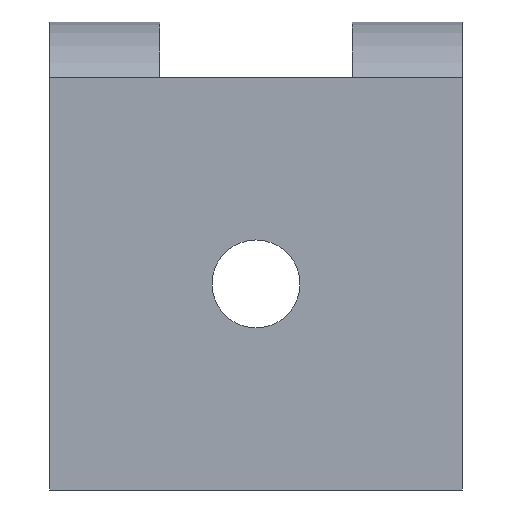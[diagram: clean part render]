
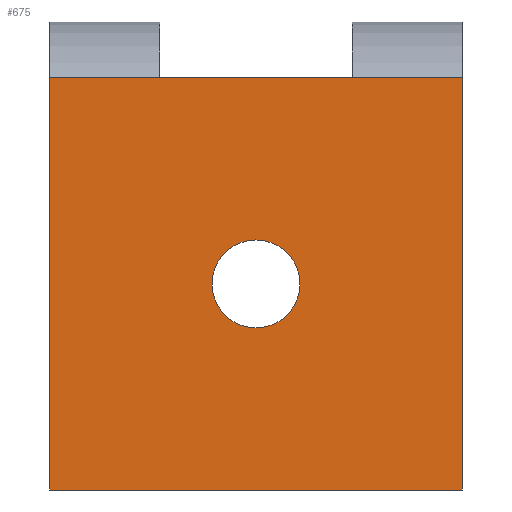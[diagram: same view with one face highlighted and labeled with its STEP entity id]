
A CAD part, front view. The second image highlights one B-rep face of the part: STEP entity #675.
In plain terms, the highlighted planar face has unit normal (0, -1, 0).
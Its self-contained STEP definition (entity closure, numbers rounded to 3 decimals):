
#259=CARTESIAN_POINT('Vertex',(-7.5,0.,7.5)) ;
#262=CARTESIAN_POINT('Line Origine',(0.,0.,7.5)) ;
#266=CARTESIAN_POINT('Vertex',(7.5,0.,7.5)) ;
#330=CARTESIAN_POINT('Vertex',(7.5,0.,-7.5)) ;
#333=CARTESIAN_POINT('Line Origine',(0.,0.,-7.5)) ;
#337=CARTESIAN_POINT('Vertex',(-7.5,0.,-7.5)) ;
#388=CARTESIAN_POINT('Line Origine',(-7.5,0.,0.)) ;
#449=CARTESIAN_POINT('Line Origine',(7.5,0.,0.)) ;
#646=CARTESIAN_POINT('Axis2P3D Location',(0.,0.,0.)) ;
#657=CARTESIAN_POINT('Axis2P3D Location',(0.,0.,0.)) ;
#661=CARTESIAN_POINT('Vertex',(-1.6,0.,0.)) ;
#663=CARTESIAN_POINT('Vertex',(1.6,0.,0.)) ;
#666=CARTESIAN_POINT('Axis2P3D Location',(0.,0.,0.)) ;
#263=DIRECTION('Vector Direction',(-1.,0.,0.)) ;
#334=DIRECTION('Vector Direction',(1.,0.,0.)) ;
#389=DIRECTION('Vector Direction',(0.,0.,-1.)) ;
#450=DIRECTION('Vector Direction',(0.,0.,1.)) ;
#647=DIRECTION('Axis2P3D Direction',(0.,1.,0.)) ;
#648=DIRECTION('Axis2P3D XDirection',(-1.,0.,0.)) ;
#658=DIRECTION('Axis2P3D Direction',(0.,1.,0.)) ;
#667=DIRECTION('Axis2P3D Direction',(0.,1.,0.)) ;
#649=AXIS2_PLACEMENT_3D('Plane Axis2P3D',#646,#647,#648) ;
#659=AXIS2_PLACEMENT_3D('Circle Axis2P3D',#657,#658,$) ;
#668=AXIS2_PLACEMENT_3D('Circle Axis2P3D',#666,#667,$) ;
#652=ORIENTED_EDGE('',*,*,#392,.F.) ;
#653=ORIENTED_EDGE('',*,*,#339,.F.) ;
#654=ORIENTED_EDGE('',*,*,#453,.F.) ;
#655=ORIENTED_EDGE('',*,*,#268,.F.) ;
#672=ORIENTED_EDGE('',*,*,#665,.F.) ;
#673=ORIENTED_EDGE('',*,*,#670,.F.) ;
#674=FACE_BOUND('',#671,.T.) ;
#264=VECTOR('Line Direction',#263,1.) ;
#335=VECTOR('Line Direction',#334,1.) ;
#390=VECTOR('Line Direction',#389,1.) ;
#451=VECTOR('Line Direction',#450,1.) ;
#675=ADVANCED_FACE('PartBody',(#656,#674),#650,.F.) ;
#660=CIRCLE('generated circle',#659,1.6) ;
#669=CIRCLE('generated circle',#668,1.6) ;
#268=EDGE_CURVE('',#260,#267,#265,.F.) ;
#339=EDGE_CURVE('',#331,#338,#336,.F.) ;
#392=EDGE_CURVE('',#338,#260,#391,.F.) ;
#453=EDGE_CURVE('',#267,#331,#452,.F.) ;
#665=EDGE_CURVE('',#662,#664,#660,.F.) ;
#670=EDGE_CURVE('',#664,#662,#669,.F.) ;
#651=EDGE_LOOP('',(#652,#653,#654,#655)) ;
#671=EDGE_LOOP('',(#672,#673)) ;
#656=FACE_OUTER_BOUND('',#651,.T.) ;
#265=LINE('Line',#262,#264) ;
#336=LINE('Line',#333,#335) ;
#391=LINE('Line',#388,#390) ;
#452=LINE('Line',#449,#451) ;
#650=PLANE('Plane',#649) ;
#260=VERTEX_POINT('',#259) ;
#267=VERTEX_POINT('',#266) ;
#331=VERTEX_POINT('',#330) ;
#338=VERTEX_POINT('',#337) ;
#662=VERTEX_POINT('',#661) ;
#664=VERTEX_POINT('',#663) ;
